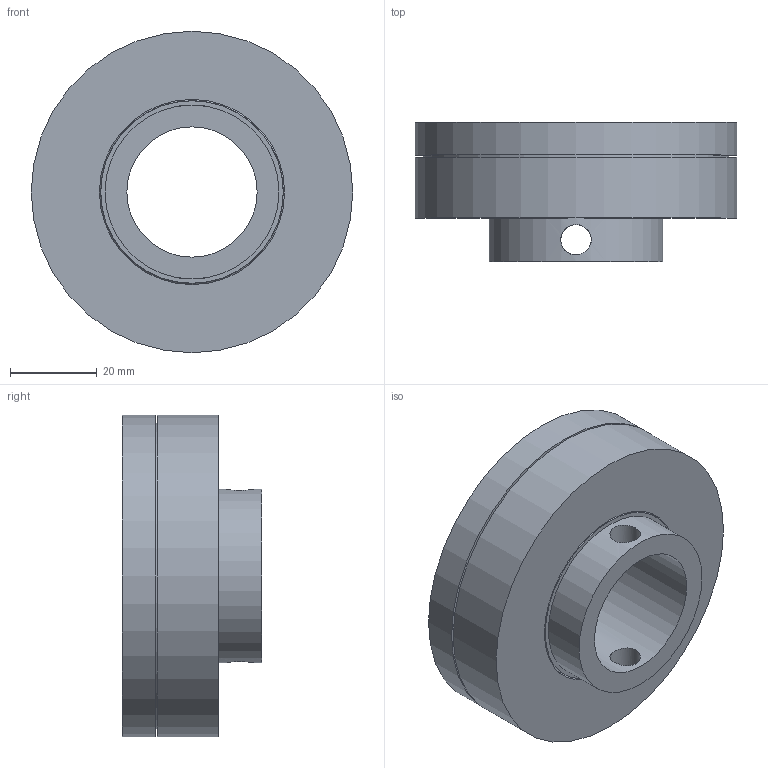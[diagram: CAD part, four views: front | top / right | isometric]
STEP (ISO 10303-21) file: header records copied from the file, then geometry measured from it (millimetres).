
FILE_DESCRIPTION(/* description */ (''),/* implementation_level */ '2;1');
FILE_NAME(/* name */ 'harmonic_drive_test.step',/* time_stamp */ '2020-04-07T20:39:58+09:00',/* author */ (''),/* organization */ (''),/* preprocessor_version */ 'ST-DEVELOPER v18',/* originating_system */ 'Autodesk Translation Framework v8.12.0.6',/* authorisation */ '');
FILE_SCHEMA (('AUTOMOTIVE_DESIGN { 1 0 10303 214 3 1 1 }'));
Products named in the file (8): harmonic_drive_test; CirclerSplineR82; FlexSprine82; WaveGenerator; CirclerSplineS80; Ball; Joint; Retainer
Assembly tree (7 placements, depth 2):
  harmonic_drive_test
    CirclerSplineR82
    FlexSprine82
    WaveGenerator
    CirclerSplineS80
    Ball
    Joint
    Retainer
Bounding box: 74 x 32.01 x 74 mm (x, y, z)
Volume: 69488.6 mm3; surface area: 54840.8 mm2
Topology: 20 solids, 20 shells, 1719 faces, 5154 edges, 3448 vertices
Faces by surface type: bspline 824, cylinder 822, plane 41, sphere 28, torus 2, cone 2
Full cylindrical faces by diameter (mm): 7 x2, 30 x1, 40 x1, 42 x2, 42.6 x2, 57.6 x2, 70.4 x1, 71 x1, 74 x2
Entity records: 73542 total; most frequent: CARTESIAN_POINT 31487, ORIENTED_EDGE 10244, DIRECTION 6742, EDGE_CURVE 5122, VERTEX_POINT 3448, AXIS2_PLACEMENT_3D 2595, B_SPLINE_CURVE_WITH_KNOTS 1885, EDGE_LOOP 1768
